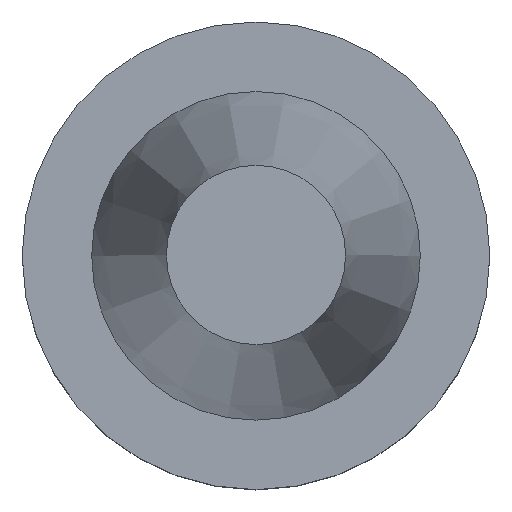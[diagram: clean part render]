
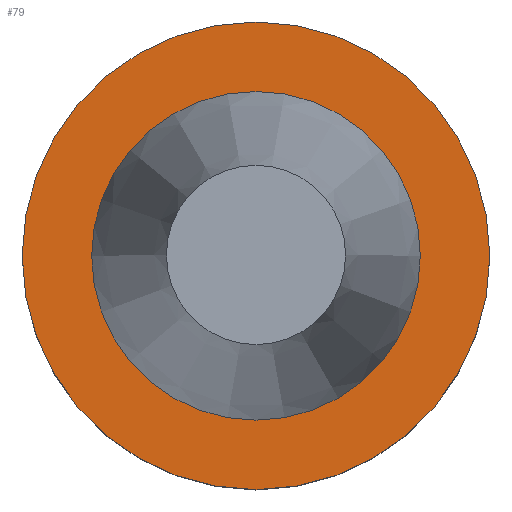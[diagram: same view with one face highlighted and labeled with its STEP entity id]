
A CAD part, top view. The second image highlights one B-rep face of the part: STEP entity #79.
In plain terms, the highlighted planar face has unit normal (0, 0, 1).
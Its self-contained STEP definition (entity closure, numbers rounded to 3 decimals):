
#47=FACE_BOUND('',#108,.T.);
#48=FACE_BOUND('',#109,.T.);
#79=ADVANCED_FACE('',(#47,#48),#96,.T.);
#96=PLANE('',#268);
#108=EDGE_LOOP('',(#142));
#109=EDGE_LOOP('',(#143));
#142=ORIENTED_EDGE('',*,*,#192,.T.);
#143=ORIENTED_EDGE('',*,*,#191,.F.);
#174=VERTEX_POINT('',#390);
#175=VERTEX_POINT('',#393);
#191=EDGE_CURVE('',#174,#174,#208,.T.);
#192=EDGE_CURVE('',#175,#175,#209,.T.);
#208=CIRCLE('',#265,16.167);
#209=CIRCLE('',#267,23.);
#265=AXIS2_PLACEMENT_3D('',#389,#312,#313);
#267=AXIS2_PLACEMENT_3D('',#392,#316,#317);
#268=AXIS2_PLACEMENT_3D('',#394,#318,#319);
#312=DIRECTION('',(0.,0.,1.));
#313=DIRECTION('',(1.,0.,0.));
#316=DIRECTION('',(0.,0.,1.));
#317=DIRECTION('',(1.,0.,0.));
#318=DIRECTION('',(0.,0.,1.));
#319=DIRECTION('',(1.,0.,0.));
#389=CARTESIAN_POINT('',(0.,0.,0.));
#390=CARTESIAN_POINT('',(16.167,0.,0.));
#392=CARTESIAN_POINT('',(0.,0.,0.));
#393=CARTESIAN_POINT('',(23.,0.,0.));
#394=CARTESIAN_POINT('',(0.,16.167,0.));
